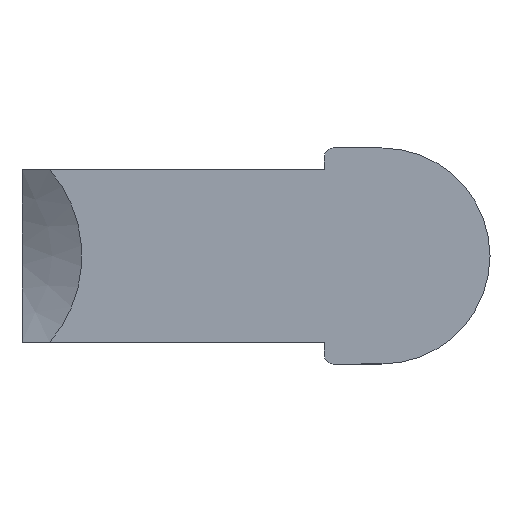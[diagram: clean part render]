
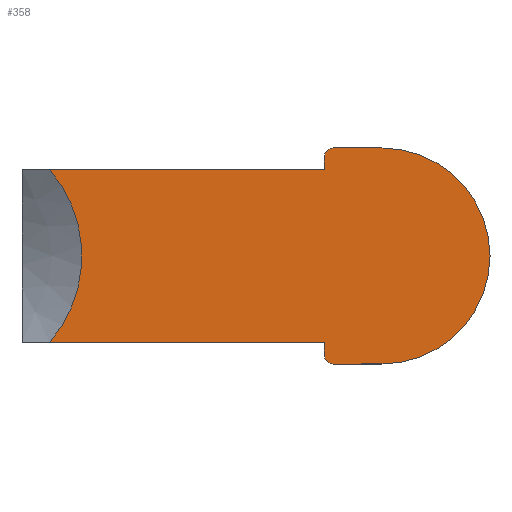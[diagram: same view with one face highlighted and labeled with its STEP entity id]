
A CAD part, front view. The second image highlights one B-rep face of the part: STEP entity #358.
In plain terms, the highlighted planar face has unit normal (0, -1, 0).
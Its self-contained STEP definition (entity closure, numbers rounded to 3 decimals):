
#4 = VECTOR ( 'NONE', #600, 1000. ) ;
#11 = VECTOR ( 'NONE', #256, 1000. ) ;
#12 = VERTEX_POINT ( 'NONE', #137 ) ;
#13 = VERTEX_POINT ( 'NONE', #435 ) ;
#22 = DIRECTION ( 'NONE',  ( 0., -1., 0. ) ) ;
#25 = CARTESIAN_POINT ( 'NONE',  ( -1.7, 0., -3.45 ) ) ;
#30 = DIRECTION ( 'NONE',  ( 0., -1., 0. ) ) ;
#33 = FACE_OUTER_BOUND ( 'NONE', #152, .T. ) ;
#41 = CARTESIAN_POINT ( 'NONE',  ( 0., 0., -3. ) ) ;
#49 = EDGE_CURVE ( 'NONE', #445, #616, #98, .T. ) ;
#51 = LINE ( 'NONE', #121, #258 ) ;
#54 = CARTESIAN_POINT ( 'NONE',  ( -2., 0., 3.75 ) ) ;
#61 = CARTESIAN_POINT ( 'NONE',  ( -2., 0., -3.45 ) ) ;
#68 = VERTEX_POINT ( 'NONE', #535 ) ;
#71 = DIRECTION ( 'NONE',  ( 0., 0., 1. ) ) ;
#79 = CARTESIAN_POINT ( 'NONE',  ( -2., 0., -3. ) ) ;
#82 = CARTESIAN_POINT ( 'NONE',  ( -1.7, 0., -3.75 ) ) ;
#83 = ORIENTED_EDGE ( 'NONE', *, *, #155, .T. ) ;
#90 = CIRCLE ( 'NONE', #94, 0.3 ) ;
#93 = VERTEX_POINT ( 'NONE', #82 ) ;
#94 = AXIS2_PLACEMENT_3D ( 'NONE', #25, #30, #519 ) ;
#98 = CIRCLE ( 'NONE', #333, 4.578 ) ;
#107 = AXIS2_PLACEMENT_3D ( 'NONE', #320, #215, #361 ) ;
#121 = CARTESIAN_POINT ( 'NONE',  ( -2., 0., 3.75 ) ) ;
#125 = LINE ( 'NONE', #54, #4 ) ;
#137 = CARTESIAN_POINT ( 'NONE',  ( -2., 0., 3.45 ) ) ;
#139 = CARTESIAN_POINT ( 'NONE',  ( -2., 0., -3.75 ) ) ;
#146 = CARTESIAN_POINT ( 'NONE',  ( 0., 0., 0. ) ) ;
#152 = EDGE_LOOP ( 'NONE', ( #624, #462, #270, #295, #212, #470, #83, #451, #599, #220 ) ) ;
#155 = EDGE_CURVE ( 'NONE', #12, #13, #51, .T. ) ;
#159 = LINE ( 'NONE', #139, #488 ) ;
#170 = CARTESIAN_POINT ( 'NONE',  ( -1.7, 0., 3.45 ) ) ;
#182 = VERTEX_POINT ( 'NONE', #231 ) ;
#187 = DIRECTION ( 'NONE',  ( 0., 0., 1. ) ) ;
#202 = VERTEX_POINT ( 'NONE', #79 ) ;
#212 = ORIENTED_EDGE ( 'NONE', *, *, #514, .T. ) ;
#215 = DIRECTION ( 'NONE',  ( 0., -1., 0. ) ) ;
#220 = ORIENTED_EDGE ( 'NONE', *, *, #283, .F. ) ;
#221 = EDGE_CURVE ( 'NONE', #202, #518, #125, .T. ) ;
#226 = AXIS2_PLACEMENT_3D ( 'NONE', #146, #554, #71 ) ;
#231 = CARTESIAN_POINT ( 'NONE',  ( 0., 0., -3.75 ) ) ;
#243 = DIRECTION ( 'NONE',  ( 1., 0., 0. ) ) ;
#256 = DIRECTION ( 'NONE',  ( -1., 0., 0. ) ) ;
#258 = VECTOR ( 'NONE', #425, 1000. ) ;
#270 = ORIENTED_EDGE ( 'NONE', *, *, #322, .T. ) ;
#278 = CIRCLE ( 'NONE', #107, 3.75 ) ;
#283 = EDGE_CURVE ( 'NONE', #202, #445, #507, .T. ) ;
#294 = DIRECTION ( 'NONE',  ( 1., 0., 0. ) ) ;
#295 = ORIENTED_EDGE ( 'NONE', *, *, #582, .T. ) ;
#320 = CARTESIAN_POINT ( 'NONE',  ( 0., 0., 0. ) ) ;
#322 = EDGE_CURVE ( 'NONE', #93, #182, #159, .T. ) ;
#323 = CIRCLE ( 'NONE', #390, 0.3 ) ;
#328 = EDGE_CURVE ( 'NONE', #616, #13, #352, .T. ) ;
#333 = AXIS2_PLACEMENT_3D ( 'NONE', #336, #581, #187 ) ;
#336 = CARTESIAN_POINT ( 'NONE',  ( -15., 0., 0. ) ) ;
#352 = LINE ( 'NONE', #492, #623 ) ;
#353 = CARTESIAN_POINT ( 'NONE',  ( 0., 0., 3.75 ) ) ;
#358 = ADVANCED_FACE ( 'NONE', ( #33 ), #443, .F. ) ;
#361 = DIRECTION ( 'NONE',  ( 0., 0., -1. ) ) ;
#367 = CARTESIAN_POINT ( 'NONE',  ( -11.541, 0., -3. ) ) ;
#369 = VECTOR ( 'NONE', #598, 1000. ) ;
#390 = AXIS2_PLACEMENT_3D ( 'NONE', #170, #22, #456 ) ;
#401 = CARTESIAN_POINT ( 'NONE',  ( -1.7, 0., 3.75 ) ) ;
#407 = EDGE_CURVE ( 'NONE', #518, #93, #90, .T. ) ;
#411 = CARTESIAN_POINT ( 'NONE',  ( -11.541, 0., 3. ) ) ;
#425 = DIRECTION ( 'NONE',  ( 0., 0., -1. ) ) ;
#435 = CARTESIAN_POINT ( 'NONE',  ( -2., 0., 3. ) ) ;
#443 = PLANE ( 'NONE',  #226 ) ;
#445 = VERTEX_POINT ( 'NONE', #367 ) ;
#451 = ORIENTED_EDGE ( 'NONE', *, *, #328, .F. ) ;
#456 = DIRECTION ( 'NONE',  ( 0., 0., 1. ) ) ;
#462 = ORIENTED_EDGE ( 'NONE', *, *, #407, .T. ) ;
#470 = ORIENTED_EDGE ( 'NONE', *, *, #606, .T. ) ;
#488 = VECTOR ( 'NONE', #243, 1000. ) ;
#492 = CARTESIAN_POINT ( 'NONE',  ( -12.5, 0., 3. ) ) ;
#507 = LINE ( 'NONE', #41, #369 ) ;
#514 = EDGE_CURVE ( 'NONE', #68, #536, #570, .T. ) ;
#518 = VERTEX_POINT ( 'NONE', #61 ) ;
#519 = DIRECTION ( 'NONE',  ( 0., 0., 1. ) ) ;
#535 = CARTESIAN_POINT ( 'NONE',  ( 0., 0., 3.75 ) ) ;
#536 = VERTEX_POINT ( 'NONE', #401 ) ;
#554 = DIRECTION ( 'NONE',  ( 0., 1., 0. ) ) ;
#570 = LINE ( 'NONE', #353, #11 ) ;
#581 = DIRECTION ( 'NONE',  ( 0., -1., 0. ) ) ;
#582 = EDGE_CURVE ( 'NONE', #182, #68, #278, .T. ) ;
#598 = DIRECTION ( 'NONE',  ( -1., 0., 0. ) ) ;
#599 = ORIENTED_EDGE ( 'NONE', *, *, #49, .F. ) ;
#600 = DIRECTION ( 'NONE',  ( 0., 0., -1. ) ) ;
#606 = EDGE_CURVE ( 'NONE', #536, #12, #323, .T. ) ;
#616 = VERTEX_POINT ( 'NONE', #411 ) ;
#623 = VECTOR ( 'NONE', #294, 1000. ) ;
#624 = ORIENTED_EDGE ( 'NONE', *, *, #221, .T. ) ;
